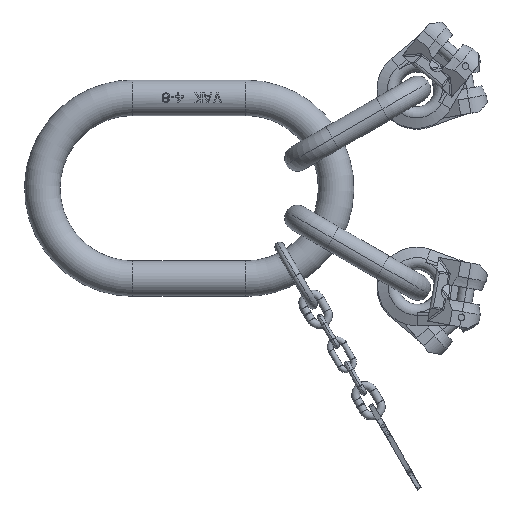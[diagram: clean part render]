
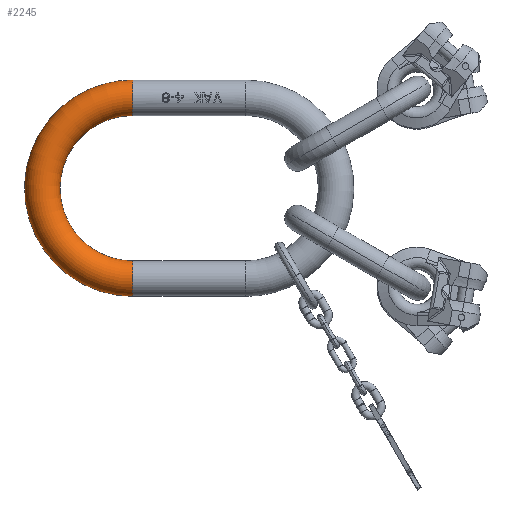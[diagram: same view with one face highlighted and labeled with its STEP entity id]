
A CAD part, top view. The second image highlights one B-rep face of the part: STEP entity #2245.
In plain terms, the highlighted toroidal (fillet/blend) face has major radius 56 mm and minor radius 11 mm.
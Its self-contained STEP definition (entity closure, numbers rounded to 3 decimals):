
#14=CARTESIAN_POINT('',(-70.,56.,0.));
#15=DIRECTION('',(-1.,0.,0.));
#16=DIRECTION('',(0.,-1.,0.));
#17=AXIS2_PLACEMENT_3D('',#14,#15,#16);
#440=CARTESIAN_POINT('',(-70.,-56.,0.));
#441=DIRECTION('',(-1.,0.,0.));
#442=DIRECTION('',(0.,-1.,0.));
#443=AXIS2_PLACEMENT_3D('',#440,#441,#442);
#453=CARTESIAN_POINT('',(-70.,45.,0.));
#454=CARTESIAN_POINT('',(-72.772,45.,0.));
#455=CARTESIAN_POINT('',(-78.316,44.486,
0.));
#456=CARTESIAN_POINT('',(-86.349,42.201,
0.));
#457=CARTESIAN_POINT('',(-93.825,38.478,
0.));
#458=CARTESIAN_POINT('',(-100.489,33.445,
0.));
#459=CARTESIAN_POINT('',(-106.116,27.273,
0.));
#460=CARTESIAN_POINT('',(-110.512,20.173,
0.));
#461=CARTESIAN_POINT('',(-113.529,12.385,
0.));
#462=CARTESIAN_POINT('',(-115.064,4.176,
0.));
#463=CARTESIAN_POINT('',(-115.064,-4.176,
0.));
#464=CARTESIAN_POINT('',(-113.529,-12.385,
0.));
#465=CARTESIAN_POINT('',(-110.512,-20.173,
0.));
#466=CARTESIAN_POINT('',(-106.116,-27.273,
0.));
#467=CARTESIAN_POINT('',(-100.489,-33.445,
0.));
#468=CARTESIAN_POINT('',(-93.825,-38.478,
0.));
#469=CARTESIAN_POINT('',(-86.349,-42.201,
0.));
#470=CARTESIAN_POINT('',(-78.316,-44.486,
0.));
#471=CARTESIAN_POINT('',(-72.772,-45.,0.));
#472=CARTESIAN_POINT('',(-70.,-45.,0.));
#474=CARTESIAN_POINT('',(-70.,-67.,0.));
#475=CARTESIAN_POINT('',(-73.693,-67.,0.));
#476=CARTESIAN_POINT('',(-81.078,-66.388,
0.));
#477=CARTESIAN_POINT('',(-91.854,-63.659,
0.));
#478=CARTESIAN_POINT('',(-102.034,-59.194,
0.));
#479=CARTESIAN_POINT('',(-111.34,-53.114,
0.));
#480=CARTESIAN_POINT('',(-119.519,-45.585,0.));
#481=CARTESIAN_POINT('',(-126.346,-36.813,0.));
#482=CARTESIAN_POINT('',(-131.637,-27.037,0.));
#483=CARTESIAN_POINT('',(-135.246,-16.523,0.));
#484=CARTESIAN_POINT('',(-137.076,-5.558,0.));
#485=CARTESIAN_POINT('',(-137.076,5.558,0.));
#486=CARTESIAN_POINT('',(-135.246,16.523,0.));
#487=CARTESIAN_POINT('',(-131.637,27.037,0.));
#488=CARTESIAN_POINT('',(-126.346,36.813,0.));
#489=CARTESIAN_POINT('',(-119.519,45.585,0.));
#490=CARTESIAN_POINT('',(-111.34,53.114,
0.));
#491=CARTESIAN_POINT('',(-102.034,59.194,
0.));
#492=CARTESIAN_POINT('',(-91.854,63.659,
0.));
#493=CARTESIAN_POINT('',(-81.078,66.388,
0.));
#494=CARTESIAN_POINT('',(-73.693,67.,0.));
#495=CARTESIAN_POINT('',(-70.,67.,0.));
#1705=CARTESIAN_POINT('',(-70.,-45.,0.));
#1706=VERTEX_POINT('',#1705);
#1707=CARTESIAN_POINT('',(-70.,-67.,0.));
#1708=VERTEX_POINT('',#1707);
#1709=VERTEX_POINT('',#453);
#1710=VERTEX_POINT('',#495);
#2232=CARTESIAN_POINT('',(-70.,0.,0.));
#2233=DIRECTION('',(0.,0.,1.));
#2234=DIRECTION('',(0.,-1.,0.));
#2235=AXIS2_PLACEMENT_3D('',#2232,#2233,#2234);
#2236=TOROIDAL_SURFACE('',#2235,56.,11.);
#2237=ORIENTED_EDGE('',*,*,#2032,.F.);
#2239=ORIENTED_EDGE('',*,*,#2238,.T.);
#2240=ORIENTED_EDGE('',*,*,#2222,.F.);
#2242=ORIENTED_EDGE('',*,*,#2241,.T.);
#2243=EDGE_LOOP('',(#2237,#2239,#2240,#2242));
#2244=FACE_OUTER_BOUND('',#2243,.F.);
#2245=ADVANCED_FACE('',(#2244),#2236,.T.);
#18=CIRCLE('',#17,11.);
#444=CIRCLE('',#443,11.);
#473=B_SPLINE_CURVE_WITH_KNOTS('',3,(#453,#454,#455,#456,#457,#458,#459,#460,
#461,#462,#463,#464,#465,#466,#467,#468,#469,#470,#471,#472),.UNSPECIFIED.,.F.,
.F.,(4,1,1,1,1,1,1,1,1,1,1,1,1,1,1,1,1,4),(0.,0.059,
0.118,0.176,0.235,0.294,
0.353,0.412,0.471,0.529,
0.588,0.647,0.706,0.765,
0.824,0.882,0.941,1.),.UNSPECIFIED.);
#496=B_SPLINE_CURVE_WITH_KNOTS('',3,(#474,#475,#476,#477,#478,#479,#480,#481,
#482,#483,#484,#485,#486,#487,#488,#489,#490,#491,#492,#493,#494,#495),
.UNSPECIFIED.,.F.,.F.,(4,1,1,1,1,1,1,1,1,1,1,1,1,1,1,1,1,1,1,4),(0.,
0.053,0.105,0.158,0.211,
0.263,0.316,0.368,0.421,
0.474,0.526,0.579,0.632,
0.684,0.737,0.789,0.842,
0.895,0.947,1.),.UNSPECIFIED.);
#2032=EDGE_CURVE('',#1709,#1710,#18,.T.);
#2222=EDGE_CURVE('',#1708,#1706,#444,.T.);
#2238=EDGE_CURVE('',#1709,#1706,#473,.T.);
#2241=EDGE_CURVE('',#1708,#1710,#496,.T.);
